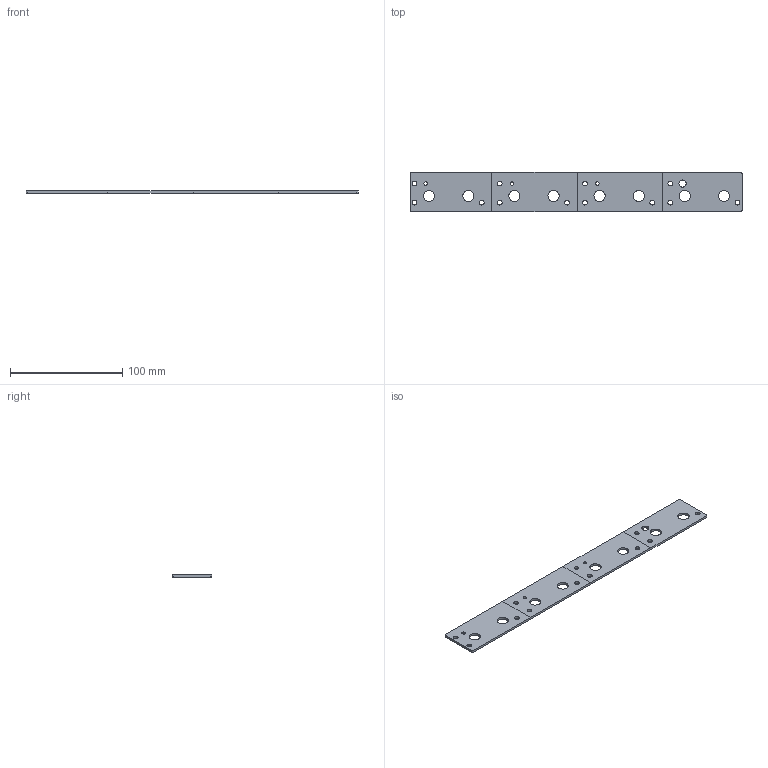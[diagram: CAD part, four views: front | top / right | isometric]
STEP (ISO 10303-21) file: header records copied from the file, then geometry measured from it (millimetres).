
FILE_DESCRIPTION(('FreeCAD Model'),'2;1');
FILE_NAME('open-light-ONE-frame.step', '2018-06-15T17:49:40',('Author'),(''), 'Open CASCADE STEP processor 7.2','FreeCAD','Unknown');
FILE_SCHEMA(('AUTOMOTIVE_DESIGN { 1 0 10303 214 1 1 1 1 }'));
Length unit declared in the file: millimetre
Products named in the file (1): Fusion
Bounding box: 296 x 35 x 2 mm (x, y, z)
Volume: 19016.5 mm3; surface area: 21257 mm2
Topology: 1 solids, 1 shells, 46 faces, 120 edges, 76 vertices
Faces by surface type: cylinder 28, plane 18
Full cylindrical faces by diameter (mm): 3.2 x3, 4.2 x12, 6.4 x1, 10 x8
Entity records: 3414 total; most frequent: DIRECTION 510, CARTESIAN_POINT 483, LINE 248, VECTOR 248, ORIENTED_EDGE 240, PCURVE 240, DEFINITIONAL_REPRESENTATION 240, EDGE_CURVE 120
